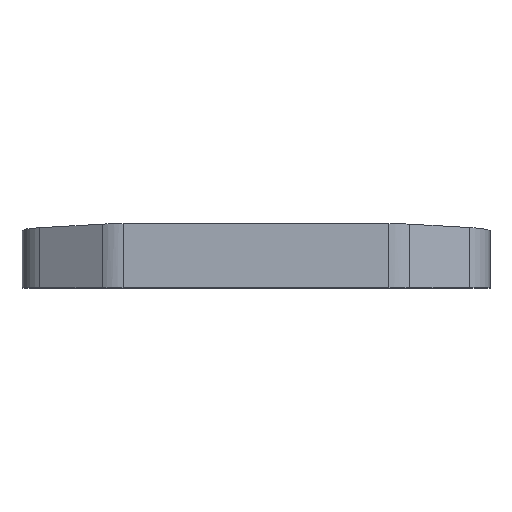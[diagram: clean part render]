
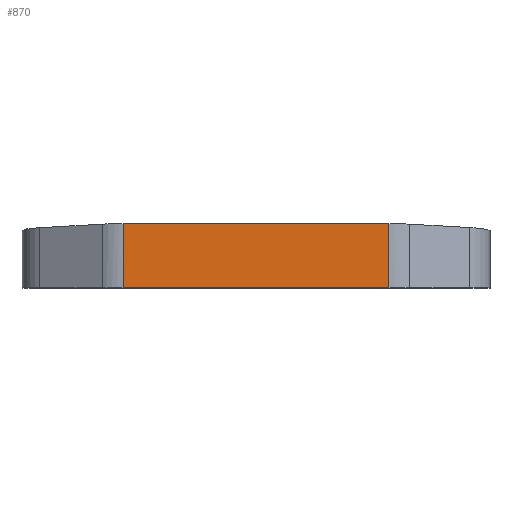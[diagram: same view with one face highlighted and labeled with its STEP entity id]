
A CAD part, top view. The second image highlights one B-rep face of the part: STEP entity #870.
In plain terms, the highlighted planar face has unit normal (0, 0, 1).
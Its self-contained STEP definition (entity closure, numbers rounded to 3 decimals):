
#104=FACE_OUTER_BOUND('',#156,.T.);
#156=EDGE_LOOP('',(#797,#798,#799,#800));
#164=LINE('',#1246,#249);
#222=LINE('',#1411,#307);
#241=LINE('',#1467,#326);
#242=LINE('',#1469,#327);
#249=VECTOR('',#990,10.);
#307=VECTOR('',#1136,10.);
#326=VECTOR('',#1211,10.);
#327=VECTOR('',#1214,10.);
#360=VERTEX_POINT('',#1243);
#361=VERTEX_POINT('',#1245);
#423=VERTEX_POINT('',#1408);
#424=VERTEX_POINT('',#1410);
#445=EDGE_CURVE('',#360,#361,#164,.T.);
#527=EDGE_CURVE('',#424,#423,#222,.T.);
#556=EDGE_CURVE('',#424,#360,#241,.T.);
#557=EDGE_CURVE('',#361,#423,#242,.T.);
#797=ORIENTED_EDGE('',*,*,#556,.F.);
#798=ORIENTED_EDGE('',*,*,#527,.T.);
#799=ORIENTED_EDGE('',*,*,#557,.F.);
#800=ORIENTED_EDGE('',*,*,#445,.F.);
#829=PLANE('',#966);
#870=ADVANCED_FACE('',(#104),#829,.T.);
#966=AXIS2_PLACEMENT_3D('',#1468,#1212,#1213);
#990=DIRECTION('',(1.,0.,0.));
#1136=DIRECTION('',(1.,0.,0.));
#1211=DIRECTION('',(0.,1.,0.));
#1212=DIRECTION('center_axis',(0.,0.,1.));
#1213=DIRECTION('ref_axis',(1.,0.,0.));
#1214=DIRECTION('',(0.,-1.,0.));
#1243=CARTESIAN_POINT('',(-20.738,10.,31.));
#1245=CARTESIAN_POINT('',(20.738,10.,31.));
#1246=CARTESIAN_POINT('',(-18.25,10.,31.));
#1408=CARTESIAN_POINT('',(20.738,0.,31.));
#1410=CARTESIAN_POINT('',(-20.738,0.,31.));
#1411=CARTESIAN_POINT('',(-36.5,0.,31.));
#1467=CARTESIAN_POINT('',(-20.738,5.,31.));
#1468=CARTESIAN_POINT('Origin',(-36.5,0.,31.));
#1469=CARTESIAN_POINT('',(20.738,5.,31.));
